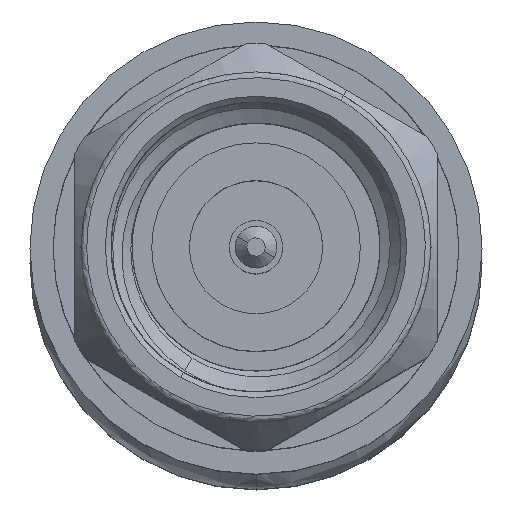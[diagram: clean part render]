
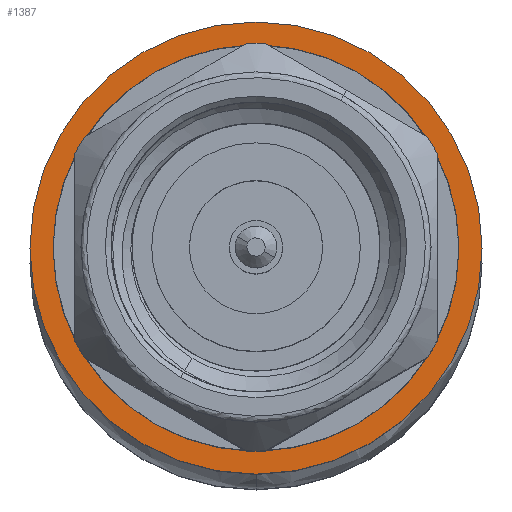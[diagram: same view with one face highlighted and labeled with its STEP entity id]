
A CAD part, top view. The second image highlights one B-rep face of the part: STEP entity #1387.
In plain terms, the highlighted face is planar.
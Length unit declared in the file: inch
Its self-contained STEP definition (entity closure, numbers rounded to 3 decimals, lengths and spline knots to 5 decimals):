
#153 = CARTESIAN_POINT ( 'NONE',  ( 0.56813, 0., -0.195 ) ) ;
#570 = AXIS2_PLACEMENT_3D ( 'NONE', #2125, #4958, #1275 ) ;
#944 = ORIENTED_EDGE ( 'NONE', *, *, #6584, .T. ) ;
#1275 = DIRECTION ( 'NONE',  ( 0., 0., -1. ) ) ;
#1387 = ADVANCED_FACE ( 'NONE', ( #8473, #4161 ), #9175, .F. ) ;
#1403 = DIRECTION ( 'NONE',  ( 0., 0., -1. ) ) ;
#1634 = CIRCLE ( 'NONE', #7824, 0.175 ) ;
#1902 = EDGE_LOOP ( 'NONE', ( #4524, #944 ) ) ;
#2125 = CARTESIAN_POINT ( 'NONE',  ( 0.56813, 0., 0. ) ) ;
#2155 = DIRECTION ( 'NONE',  ( -1., 0., 0. ) ) ;
#2227 = AXIS2_PLACEMENT_3D ( 'NONE', #2706, #8787, #7189 ) ;
#2706 = CARTESIAN_POINT ( 'NONE',  ( 0.56813, 0., 0. ) ) ;
#2817 = CARTESIAN_POINT ( 'NONE',  ( 0.56813, 0., 0. ) ) ;
#3295 = CIRCLE ( 'NONE', #8589, 0.195 ) ;
#3890 = EDGE_LOOP ( 'NONE', ( #8675, #6814 ) ) ;
#4161 = FACE_OUTER_BOUND ( 'NONE', #1902, .T. ) ;
#4524 = ORIENTED_EDGE ( 'NONE', *, *, #6014, .T. ) ;
#4658 = CIRCLE ( 'NONE', #570, 0.175 ) ;
#4815 = CARTESIAN_POINT ( 'NONE',  ( 0.56813, 0., 0. ) ) ;
#4958 = DIRECTION ( 'NONE',  ( -1., 0., 0. ) ) ;
#5059 = VERTEX_POINT ( 'NONE', #7844 ) ;
#5122 = AXIS2_PLACEMENT_3D ( 'NONE', #2817, #2155, #9156 ) ;
#5188 = CARTESIAN_POINT ( 'NONE',  ( 0.56813, 0., -0.175 ) ) ;
#5674 = VERTEX_POINT ( 'NONE', #5188 ) ;
#6014 = EDGE_CURVE ( 'NONE', #9352, #6822, #3295, .T. ) ;
#6096 = DIRECTION ( 'NONE',  ( 0., 0., 1. ) ) ;
#6181 = EDGE_CURVE ( 'NONE', #5059, #5674, #4658, .T. ) ;
#6516 = CARTESIAN_POINT ( 'NONE',  ( 0.56813, 0., 0. ) ) ;
#6584 = EDGE_CURVE ( 'NONE', #6822, #9352, #8596, .T. ) ;
#6814 = ORIENTED_EDGE ( 'NONE', *, *, #6181, .F. ) ;
#6822 = VERTEX_POINT ( 'NONE', #153 ) ;
#7189 = DIRECTION ( 'NONE',  ( 0., 1., 0. ) ) ;
#7530 = EDGE_CURVE ( 'NONE', #5674, #5059, #1634, .T. ) ;
#7824 = AXIS2_PLACEMENT_3D ( 'NONE', #6516, #7835, #1403 ) ;
#7835 = DIRECTION ( 'NONE',  ( -1., 0., 0. ) ) ;
#7844 = CARTESIAN_POINT ( 'NONE',  ( 0.56813, 0., 0.175 ) ) ;
#8297 = CARTESIAN_POINT ( 'NONE',  ( 0.56813, 0., 0.195 ) ) ;
#8473 = FACE_BOUND ( 'NONE', #3890, .T. ) ;
#8589 = AXIS2_PLACEMENT_3D ( 'NONE', #4815, #9073, #6096 ) ;
#8596 = CIRCLE ( 'NONE', #5122, 0.195 ) ;
#8675 = ORIENTED_EDGE ( 'NONE', *, *, #7530, .F. ) ;
#8787 = DIRECTION ( 'NONE',  ( 1., 0., 0. ) ) ;
#9073 = DIRECTION ( 'NONE',  ( -1., 0., 0. ) ) ;
#9156 = DIRECTION ( 'NONE',  ( 0., 0., 1. ) ) ;
#9175 = PLANE ( 'NONE',  #2227 ) ;
#9352 = VERTEX_POINT ( 'NONE', #8297 ) ;
